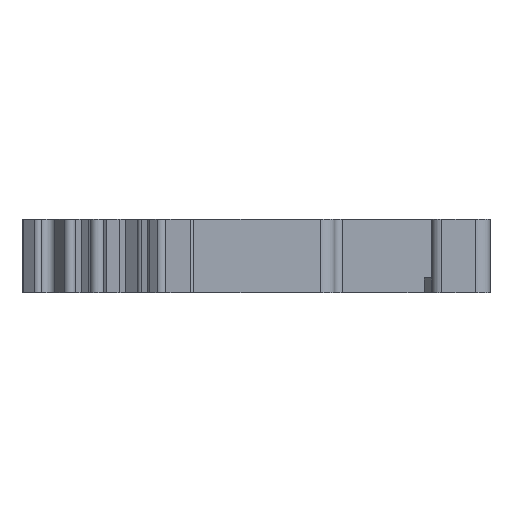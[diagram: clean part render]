
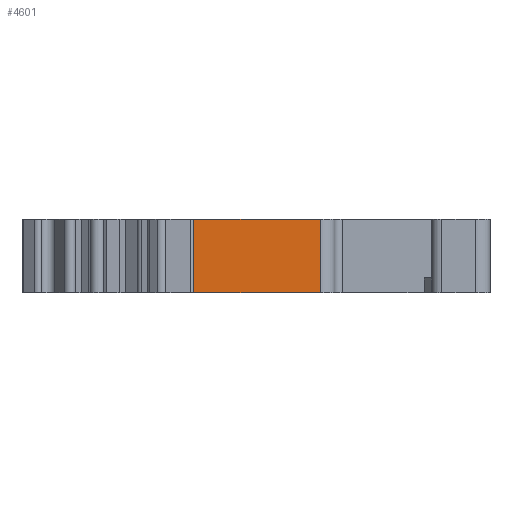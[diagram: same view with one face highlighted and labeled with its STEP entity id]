
A CAD part, left-side view. The second image highlights one B-rep face of the part: STEP entity #4601.
In plain terms, the highlighted planar face has unit normal (-1, 0, 0).
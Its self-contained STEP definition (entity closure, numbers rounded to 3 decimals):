
#483=DIRECTION('',(0.,-1.,0.));
#484=VECTOR('',#483,8.653);
#485=CARTESIAN_POINT('',(-21.25,4.253,-2.5));
#486=LINE('',#485,#484);
#869=DIRECTION('',(0.,-1.,0.));
#870=VECTOR('',#869,8.653);
#871=CARTESIAN_POINT('',(-21.25,4.253,2.5));
#872=LINE('',#871,#870);
#1669=DIRECTION('',(0.,0.,1.));
#1670=VECTOR('',#1669,5.);
#1671=CARTESIAN_POINT('',(-21.25,4.253,-2.5));
#1672=LINE('',#1671,#1670);
#1673=DIRECTION('',(0.,0.,1.));
#1674=VECTOR('',#1673,5.);
#1675=CARTESIAN_POINT('',(-21.25,-4.4,-2.5));
#1676=LINE('',#1675,#1674);
#1959=CARTESIAN_POINT('',(-21.25,4.253,-2.5));
#1960=VERTEX_POINT('',#1959);
#1961=CARTESIAN_POINT('',(-21.25,-4.4,-2.5));
#1962=VERTEX_POINT('',#1961);
#2175=CARTESIAN_POINT('',(-21.25,4.253,2.5));
#2176=VERTEX_POINT('',#2175);
#2177=CARTESIAN_POINT('',(-21.25,-4.4,2.5));
#2178=VERTEX_POINT('',#2177);
#4589=CARTESIAN_POINT('',(-21.25,4.253,-2.5));
#4590=DIRECTION('',(-1.,0.,0.));
#4591=DIRECTION('',(0.,-1.,0.));
#4592=AXIS2_PLACEMENT_3D('',#4589,#4590,#4591);
#4593=PLANE('',#4592);
#4594=ORIENTED_EDGE('',*,*,#2610,.F.);
#4595=ORIENTED_EDGE('',*,*,#4584,.T.);
#4596=ORIENTED_EDGE('',*,*,#2838,.T.);
#4598=ORIENTED_EDGE('',*,*,#4597,.F.);
#4599=EDGE_LOOP('',(#4594,#4595,#4596,#4598));
#4600=FACE_OUTER_BOUND('',#4599,.F.);
#2610=EDGE_CURVE('',#1960,#1962,#486,.T.);
#2838=EDGE_CURVE('',#2176,#2178,#872,.T.);
#4584=EDGE_CURVE('',#1960,#2176,#1672,.T.);
#4597=EDGE_CURVE('',#1962,#2178,#1676,.T.);
#4601=ADVANCED_FACE('',(#4600),#4593,.T.);
